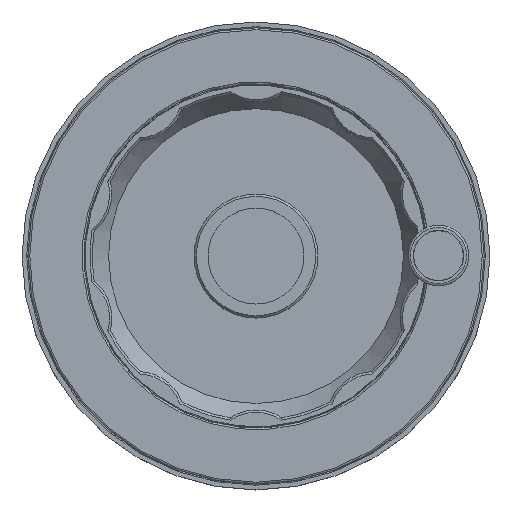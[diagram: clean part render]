
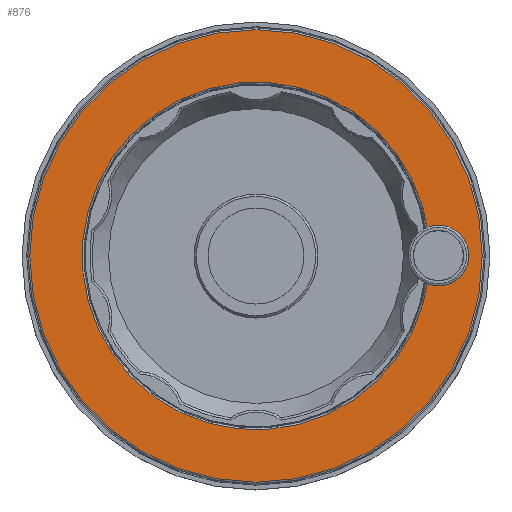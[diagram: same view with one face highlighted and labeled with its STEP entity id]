
A CAD part, top view. The second image highlights one B-rep face of the part: STEP entity #876.
In plain terms, the highlighted planar face has unit normal (0, 0, 1).
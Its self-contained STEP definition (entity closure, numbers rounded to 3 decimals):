
#876 = ADVANCED_FACE( '', ( #1924, #1925 ), #1926, .F. );
#1924 = FACE_OUTER_BOUND( '', #5178, .T. );
#1925 = FACE_BOUND( '', #5179, .T. );
#1926 = PLANE( '', #5180 );
#5178 = EDGE_LOOP( '', ( #8541 ) );
#5179 = EDGE_LOOP( '', ( #8542, #8543, #8544, #8545, #8546, #8547, #8548, #8549, #8550, #8551, #8552, #8553, #8554, #8555 ) );
#5180 = AXIS2_PLACEMENT_3D( '', #8556, #8557, #8558 );
#8541 = ORIENTED_EDGE( '', *, *, #10272, .T. );
#8542 = ORIENTED_EDGE( '', *, *, #10241, .T. );
#8543 = ORIENTED_EDGE( '', *, *, #9738, .F. );
#8544 = ORIENTED_EDGE( '', *, *, #10641, .F. );
#8545 = ORIENTED_EDGE( '', *, *, #10239, .T. );
#8546 = ORIENTED_EDGE( '', *, *, #10642, .F. );
#8547 = ORIENTED_EDGE( '', *, *, #10493, .F. );
#8548 = ORIENTED_EDGE( '', *, *, #10237, .T. );
#8549 = ORIENTED_EDGE( '', *, *, #10491, .F. );
#8550 = ORIENTED_EDGE( '', *, *, #10479, .F. );
#8551 = ORIENTED_EDGE( '', *, *, #10235, .T. );
#8552 = ORIENTED_EDGE( '', *, *, #9733, .T. );
#8553 = ORIENTED_EDGE( '', *, *, #10243, .T. );
#8554 = ORIENTED_EDGE( '', *, *, #10643, .F. );
#8555 = ORIENTED_EDGE( '', *, *, #9740, .F. );
#8556 = CARTESIAN_POINT( '', ( 0., 97.5, 52.405 ) );
#8557 = DIRECTION( '', ( 0., 0., -1. ) );
#8558 = DIRECTION( '', ( -1., 0., 0. ) );
#9733 = EDGE_CURVE( '', #11061, #11059, #11062, .T. );
#9738 = EDGE_CURVE( '', #11068, #11070, #11071, .T. );
#9740 = EDGE_CURVE( '', #11072, #11074, #11075, .T. );
#10235 = EDGE_CURVE( '', #11877, #11061, #11878, .F. );
#10237 = EDGE_CURVE( '', #11881, #11879, #11882, .F. );
#10239 = EDGE_CURVE( '', #11885, #11883, #11886, .F. );
#10241 = EDGE_CURVE( '', #11072, #11070, #11888, .F. );
#10243 = EDGE_CURVE( '', #11059, #11889, #11891, .F. );
#10272 = EDGE_CURVE( '', #11937, #11937, #11938, .F. );
#10479 = EDGE_CURVE( '', #11877, #12231, #12232, .T. );
#10491 = EDGE_CURVE( '', #12231, #11879, #12246, .T. );
#10493 = EDGE_CURVE( '', #11881, #12248, #12249, .T. );
#10641 = EDGE_CURVE( '', #11885, #11068, #12434, .T. );
#10642 = EDGE_CURVE( '', #12248, #11883, #12435, .T. );
#10643 = EDGE_CURVE( '', #11074, #11889, #12436, .T. );
#11059 = VERTEX_POINT( '', #13017 );
#11061 = VERTEX_POINT( '', #13019 );
#11062 = CIRCLE( '', #13020, 74.3 );
#11068 = VERTEX_POINT( '', #13035 );
#11070 = VERTEX_POINT( '', #13038 );
#11071 = LINE( '', #13039, #13040 );
#11072 = VERTEX_POINT( '', #13041 );
#11074 = VERTEX_POINT( '', #13044 );
#11075 = LINE( '', #13045, #13046 );
#11877 = VERTEX_POINT( '', #16365 );
#11878 = CIRCLE( '', #16366, 9.339 );
#11879 = VERTEX_POINT( '', #16367 );
#11881 = VERTEX_POINT( '', #16369 );
#11882 = CIRCLE( '', #16370, 9.339 );
#11883 = VERTEX_POINT( '', #16371 );
#11885 = VERTEX_POINT( '', #16373 );
#11886 = CIRCLE( '', #16374, 9.339 );
#11888 = CIRCLE( '', #16376, 9.339 );
#11889 = VERTEX_POINT( '', #16377 );
#11891 = CIRCLE( '', #16379, 9.339 );
#11937 = VERTEX_POINT( '', #16444 );
#11938 = CIRCLE( '', #16445, 96.7 );
#12231 = VERTEX_POINT( '', #18099 );
#12232 = LINE( '', #18100, #18101 );
#12246 = LINE( '', #18152, #18153 );
#12248 = VERTEX_POINT( '', #18156 );
#12249 = LINE( '', #18157, #18158 );
#12434 = LINE( '', #19063, #19064 );
#12435 = LINE( '', #19065, #19066 );
#12436 = LINE( '', #19067, #19068 );
#13017 = CARTESIAN_POINT( '', ( 73.829, 8.355, 52.405 ) );
#13019 = CARTESIAN_POINT( '', ( 73.829, -8.355, 52.405 ) );
#13020 = AXIS2_PLACEMENT_3D( '', #21429, #21430, #21431 );
#13035 = CARTESIAN_POINT( '', ( 86.5, 4.907, 52.405 ) );
#13038 = CARTESIAN_POINT( '', ( 85.6, 5.427, 52.405 ) );
#13039 = CARTESIAN_POINT( '', ( 86.5, 4.907, 52.405 ) );
#13040 = VECTOR( '', #21436, 1000. );
#13041 = CARTESIAN_POINT( '', ( 78.9, 9.295, 52.405 ) );
#13044 = CARTESIAN_POINT( '', ( 78., 9.815, 52.405 ) );
#13045 = CARTESIAN_POINT( '', ( 86.5, 4.907, 52.405 ) );
#13046 = VECTOR( '', #21438, 1000. );
#16365 = CARTESIAN_POINT( '', ( 77.1, -9.295, 52.405 ) );
#16366 = AXIS2_PLACEMENT_3D( '', #22049, #22050, #22051 );
#16367 = CARTESIAN_POINT( '', ( 78.9, -9.295, 52.405 ) );
#16369 = CARTESIAN_POINT( '', ( 85.6, -5.427, 52.405 ) );
#16370 = AXIS2_PLACEMENT_3D( '', #22055, #22056, #22057 );
#16371 = CARTESIAN_POINT( '', ( 86.5, -3.868, 52.405 ) );
#16373 = CARTESIAN_POINT( '', ( 86.5, 3.868, 52.405 ) );
#16374 = AXIS2_PLACEMENT_3D( '', #22061, #22062, #22063 );
#16376 = AXIS2_PLACEMENT_3D( '', #22067, #22068, #22069 );
#16377 = CARTESIAN_POINT( '', ( 77.1, 9.295, 52.405 ) );
#16379 = AXIS2_PLACEMENT_3D( '', #22073, #22074, #22075 );
#16444 = CARTESIAN_POINT( '', ( -96.7, 0., 52.405 ) );
#16445 = AXIS2_PLACEMENT_3D( '', #22110, #22111, #22112 );
#18099 = CARTESIAN_POINT( '', ( 78., -9.815, 52.405 ) );
#18100 = CARTESIAN_POINT( '', ( 69.5, -4.907, 52.405 ) );
#18101 = VECTOR( '', #22333, 1000. );
#18152 = CARTESIAN_POINT( '', ( 78., -9.815, 52.405 ) );
#18153 = VECTOR( '', #22340, 1000. );
#18156 = CARTESIAN_POINT( '', ( 86.5, -4.907, 52.405 ) );
#18157 = CARTESIAN_POINT( '', ( 78., -9.815, 52.405 ) );
#18158 = VECTOR( '', #22342, 1000. );
#19063 = CARTESIAN_POINT( '', ( 86.5, -4.907, 52.405 ) );
#19064 = VECTOR( '', #22482, 1000. );
#19065 = CARTESIAN_POINT( '', ( 86.5, -4.907, 52.405 ) );
#19066 = VECTOR( '', #22483, 1000. );
#19067 = CARTESIAN_POINT( '', ( 78., 9.815, 52.405 ) );
#19068 = VECTOR( '', #22484, 1000. );
#21429 = CARTESIAN_POINT( '', ( 0., 0., 52.405 ) );
#21430 = DIRECTION( '', ( 0., 0., -1. ) );
#21431 = DIRECTION( '', ( -1., 0., 0. ) );
#21436 = DIRECTION( '', ( -0.866, 0.5, 0. ) );
#21438 = DIRECTION( '', ( -0.866, 0.5, 0. ) );
#22049 = CARTESIAN_POINT( '', ( 78., 0., 52.405 ) );
#22050 = DIRECTION( '', ( 0., 0., 1. ) );
#22051 = DIRECTION( '', ( 1., 0., 0. ) );
#22055 = CARTESIAN_POINT( '', ( 78., 0., 52.405 ) );
#22056 = DIRECTION( '', ( 0., 0., 1. ) );
#22057 = DIRECTION( '', ( 1., 0., 0. ) );
#22061 = CARTESIAN_POINT( '', ( 78., 0., 52.405 ) );
#22062 = DIRECTION( '', ( 0., 0., 1. ) );
#22063 = DIRECTION( '', ( 1., 0., 0. ) );
#22067 = CARTESIAN_POINT( '', ( 78., 0., 52.405 ) );
#22068 = DIRECTION( '', ( 0., 0., 1. ) );
#22069 = DIRECTION( '', ( 1., 0., 0. ) );
#22073 = CARTESIAN_POINT( '', ( 78., 0., 52.405 ) );
#22074 = DIRECTION( '', ( 0., 0., 1. ) );
#22075 = DIRECTION( '', ( 1., 0., 0. ) );
#22110 = CARTESIAN_POINT( '', ( 0., 0., 52.405 ) );
#22111 = DIRECTION( '', ( 0., 0., -1. ) );
#22112 = DIRECTION( '', ( -1., 0., 0. ) );
#22333 = DIRECTION( '', ( 0.866, -0.5, 0. ) );
#22340 = DIRECTION( '', ( 0.866, 0.5, 0. ) );
#22342 = DIRECTION( '', ( 0.866, 0.5, 0. ) );
#22482 = DIRECTION( '', ( 0., 1., 0. ) );
#22483 = DIRECTION( '', ( 0., 1., 0. ) );
#22484 = DIRECTION( '', ( -0.866, -0.5, 0. ) );
